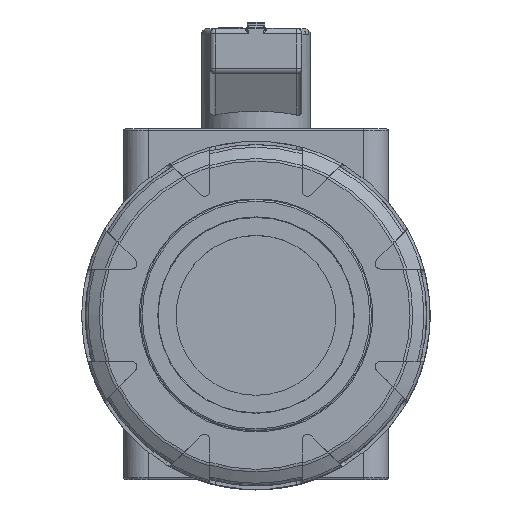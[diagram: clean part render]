
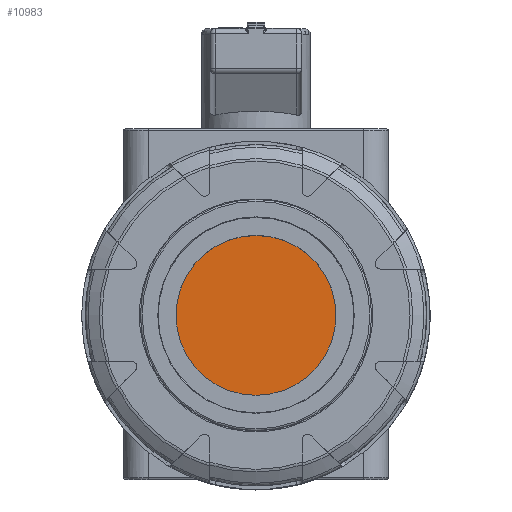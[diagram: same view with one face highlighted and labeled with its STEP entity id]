
A CAD part, top view. The second image highlights one B-rep face of the part: STEP entity #10983.
In plain terms, the highlighted planar face has unit normal (0, 0, 1).
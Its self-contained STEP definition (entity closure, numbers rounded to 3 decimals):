
#384=PLANE('',#11854);
#908=FACE_OUTER_BOUND('',#1570,.T.);
#1570=EDGE_LOOP('',(#8404));
#2140=CIRCLE('',#11855,45.);
#4639=VERTEX_POINT('',#19860);
#5981=EDGE_CURVE('',#4639,#4639,#2140,.T.);
#8404=ORIENTED_EDGE('',*,*,#5981,.F.);
#10983=ADVANCED_FACE('',(#908),#384,.T.);
#11854=AXIS2_PLACEMENT_3D('',#19859,#13895,#13896);
#11855=AXIS2_PLACEMENT_3D('',#19861,#13897,#13898);
#13895=DIRECTION('center_axis',(0.,0.,1.));
#13896=DIRECTION('ref_axis',(1.,0.,0.));
#13897=DIRECTION('center_axis',(0.,0.,-1.));
#13898=DIRECTION('ref_axis',(-1.,0.,0.));
#19859=CARTESIAN_POINT('Origin',(-60.5,0.,38.5));
#19860=CARTESIAN_POINT('',(45.,0.,38.5));
#19861=CARTESIAN_POINT('Origin',(0.,0.,38.5));
